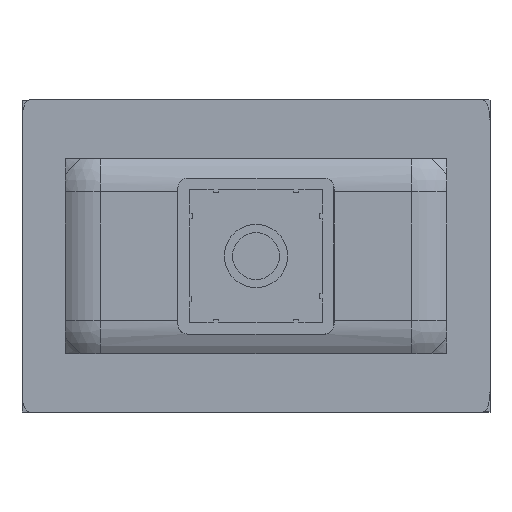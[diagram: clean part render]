
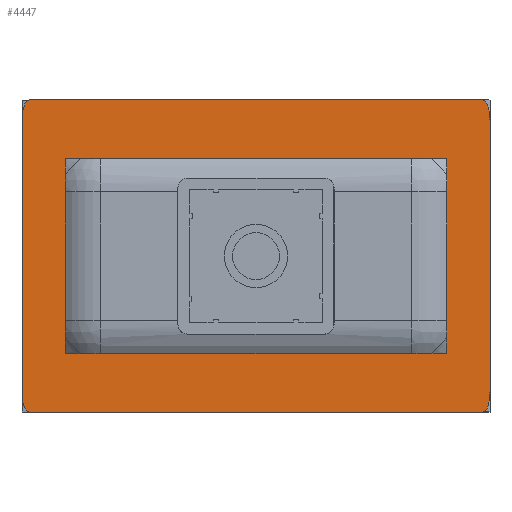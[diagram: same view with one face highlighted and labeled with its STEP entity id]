
A CAD part, front view. The second image highlights one B-rep face of the part: STEP entity #4447.
In plain terms, the highlighted planar face has unit normal (0, -1, 0).
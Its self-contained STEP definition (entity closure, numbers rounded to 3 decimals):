
#75=B_SPLINE_CURVE_WITH_KNOTS('',3,(#7467,#7468,#7469,#7470,#7471,#7472,
#7473,#7474,#7475,#7476,#7477,#7478),.UNSPECIFIED.,.F.,.F.,(4,2,2,2,2,4),
(-0.123,-0.061,-0.033,-0.02,
-0.011,0.),.UNSPECIFIED.);
#76=B_SPLINE_CURVE_WITH_KNOTS('',3,(#7482,#7483,#7484,#7485,#7486,#7487,
#7488,#7489,#7490,#7491,#7492,#7493),.UNSPECIFIED.,.F.,.F.,(4,2,2,2,2,4),
(-0.22,-0.203,-0.187,-0.156,
-0.103,0.),.UNSPECIFIED.);
#77=B_SPLINE_CURVE_WITH_KNOTS('',3,(#7497,#7498,#7499,#7500,#7501,#7502,
#7503,#7504,#7505,#7506,#7507,#7508),.UNSPECIFIED.,.F.,.F.,(4,2,2,2,2,4),
(-0.182,-0.086,-0.044,-0.023,
-0.011,0.),.UNSPECIFIED.);
#78=B_SPLINE_CURVE_WITH_KNOTS('',3,(#7512,#7513,#7514,#7515,#7516,#7517,
#7518,#7519,#7520,#7521,#7522,#7523),.UNSPECIFIED.,.F.,.F.,(4,2,2,2,2,4),
(-0.208,-0.196,-0.184,-0.158,
-0.104,0.),.UNSPECIFIED.);
#304=FACE_BOUND('',#781,.T.);
#518=FACE_OUTER_BOUND('',#780,.T.);
#780=EDGE_LOOP('',(#3855,#3856,#3857,#3858,#3859,#3860,#3861,#3862));
#781=EDGE_LOOP('',(#3863,#3864,#3865,#3866));
#1237=LINE('',#7397,#1688);
#1240=LINE('',#7417,#1691);
#1245=LINE('',#7449,#1696);
#1246=LINE('',#7463,#1697);
#1247=LINE('',#7480,#1698);
#1248=LINE('',#7495,#1699);
#1249=LINE('',#7510,#1700);
#1250=LINE('',#7524,#1701);
#1688=VECTOR('',#6061,10.);
#1691=VECTOR('',#6070,10.);
#1696=VECTOR('',#6085,10.);
#1697=VECTOR('',#6092,10.);
#1698=VECTOR('',#6095,10.);
#1699=VECTOR('',#6096,10.);
#1700=VECTOR('',#6097,10.);
#1701=VECTOR('',#6098,10.);
#2092=VERTEX_POINT('',#7394);
#2093=VERTEX_POINT('',#7396);
#2099=VERTEX_POINT('',#7416);
#2109=VERTEX_POINT('',#7447);
#2112=VERTEX_POINT('',#7465);
#2113=VERTEX_POINT('',#7466);
#2114=VERTEX_POINT('',#7479);
#2115=VERTEX_POINT('',#7481);
#2116=VERTEX_POINT('',#7494);
#2117=VERTEX_POINT('',#7496);
#2118=VERTEX_POINT('',#7509);
#2119=VERTEX_POINT('',#7511);
#2702=EDGE_CURVE('',#2092,#2093,#1237,.T.);
#2709=EDGE_CURVE('',#2093,#2099,#1240,.T.);
#2721=EDGE_CURVE('',#2109,#2092,#1245,.T.);
#2726=EDGE_CURVE('',#2099,#2109,#1246,.T.);
#2727=EDGE_CURVE('',#2112,#2113,#75,.T.);
#2728=EDGE_CURVE('',#2114,#2112,#1247,.T.);
#2729=EDGE_CURVE('',#2115,#2114,#76,.T.);
#2730=EDGE_CURVE('',#2116,#2115,#1248,.T.);
#2731=EDGE_CURVE('',#2117,#2116,#77,.T.);
#2732=EDGE_CURVE('',#2118,#2117,#1249,.T.);
#2733=EDGE_CURVE('',#2119,#2118,#78,.T.);
#2734=EDGE_CURVE('',#2113,#2119,#1250,.T.);
#3855=ORIENTED_EDGE('',*,*,#2727,.F.);
#3856=ORIENTED_EDGE('',*,*,#2728,.F.);
#3857=ORIENTED_EDGE('',*,*,#2729,.F.);
#3858=ORIENTED_EDGE('',*,*,#2730,.F.);
#3859=ORIENTED_EDGE('',*,*,#2731,.F.);
#3860=ORIENTED_EDGE('',*,*,#2732,.F.);
#3861=ORIENTED_EDGE('',*,*,#2733,.F.);
#3862=ORIENTED_EDGE('',*,*,#2734,.F.);
#3863=ORIENTED_EDGE('',*,*,#2726,.F.);
#3864=ORIENTED_EDGE('',*,*,#2709,.F.);
#3865=ORIENTED_EDGE('',*,*,#2702,.F.);
#3866=ORIENTED_EDGE('',*,*,#2721,.F.);
#4211=PLANE('',#4875);
#4447=ADVANCED_FACE('',(#518,#304),#4211,.F.);
#4875=AXIS2_PLACEMENT_3D('',#7464,#6093,#6094);
#6061=DIRECTION('',(1.,0.,0.));
#6070=DIRECTION('',(0.,0.,1.));
#6085=DIRECTION('',(0.,0.,-1.));
#6092=DIRECTION('',(-1.,0.,0.));
#6093=DIRECTION('center_axis',(0.,1.,0.));
#6094=DIRECTION('ref_axis',(0.,0.,1.));
#6095=DIRECTION('',(0.,0.,1.));
#6096=DIRECTION('',(-1.,0.,0.));
#6097=DIRECTION('',(0.,0.,-1.));
#6098=DIRECTION('',(1.,0.,0.));
#7394=CARTESIAN_POINT('',(-19.55,-1.,28.));
#7396=CARTESIAN_POINT('',(19.55,-1.,28.));
#7397=CARTESIAN_POINT('',(19.55,-1.,28.));
#7416=CARTESIAN_POINT('',(19.55,-1.,48.));
#7417=CARTESIAN_POINT('',(19.55,-1.,48.));
#7447=CARTESIAN_POINT('',(-19.55,-1.,48.));
#7449=CARTESIAN_POINT('',(-19.55,-1.,28.));
#7463=CARTESIAN_POINT('',(-19.55,-1.,48.));
#7464=CARTESIAN_POINT('Origin',(0.,-1.,38.005));
#7465=CARTESIAN_POINT('',(-24.,-1.,51.918));
#7466=CARTESIAN_POINT('',(-23.281,-1.,54.005));
#7467=CARTESIAN_POINT('Ctrl Pts',(-24.,-1.,51.918));
#7468=CARTESIAN_POINT('Ctrl Pts',(-24.,-1.,52.27));
#7469=CARTESIAN_POINT('Ctrl Pts',(-23.975,-1.,52.805));
#7470=CARTESIAN_POINT('Ctrl Pts',(-23.764,-1.,53.489));
#7471=CARTESIAN_POINT('Ctrl Pts',(-23.689,-1.,53.65));
#7472=CARTESIAN_POINT('Ctrl Pts',(-23.576,-1.,53.822));
#7473=CARTESIAN_POINT('Ctrl Pts',(-23.532,-1.,53.879));
#7474=CARTESIAN_POINT('Ctrl Pts',(-23.445,-1.,53.954));
#7475=CARTESIAN_POINT('Ctrl Pts',(-23.413,-1.,53.972));
#7476=CARTESIAN_POINT('Ctrl Pts',(-23.352,-1.,53.998));
#7477=CARTESIAN_POINT('Ctrl Pts',(-23.317,-1.,54.005));
#7478=CARTESIAN_POINT('Ctrl Pts',(-23.281,-1.,54.005));
#7479=CARTESIAN_POINT('',(-24.,-1.,24.084));
#7480=CARTESIAN_POINT('',(-24.,-1.,42.515));
#7481=CARTESIAN_POINT('',(-23.279,-1.,22.005));
#7482=CARTESIAN_POINT('Ctrl Pts',(-23.279,-1.,22.005));
#7483=CARTESIAN_POINT('Ctrl Pts',(-23.312,-1.,22.005));
#7484=CARTESIAN_POINT('Ctrl Pts',(-23.343,-1.,
22.01));
#7485=CARTESIAN_POINT('Ctrl Pts',(-23.404,-1.,22.033));
#7486=CARTESIAN_POINT('Ctrl Pts',(-23.432,-1.,22.049));
#7487=CARTESIAN_POINT('Ctrl Pts',(-23.508,-1.,22.105));
#7488=CARTESIAN_POINT('Ctrl Pts',(-23.556,-1.,22.159));
#7489=CARTESIAN_POINT('Ctrl Pts',(-23.688,-1.,22.351));
#7490=CARTESIAN_POINT('Ctrl Pts',(-23.772,-1.,22.528));
#7491=CARTESIAN_POINT('Ctrl Pts',(-23.976,-1.,23.23));
#7492=CARTESIAN_POINT('Ctrl Pts',(-24.,-1.,23.74));
#7493=CARTESIAN_POINT('Ctrl Pts',(-24.,-1.,24.084));
#7494=CARTESIAN_POINT('',(23.279,-1.,22.005));
#7495=CARTESIAN_POINT('',(-9.275,-1.,22.005));
#7496=CARTESIAN_POINT('',(24.,-1.,24.084));
#7497=CARTESIAN_POINT('Ctrl Pts',(24.,-1.,24.084));
#7498=CARTESIAN_POINT('Ctrl Pts',(24.,-1.,23.735));
#7499=CARTESIAN_POINT('Ctrl Pts',(23.976,-1.,23.208));
#7500=CARTESIAN_POINT('Ctrl Pts',(23.769,-1.,22.527));
#7501=CARTESIAN_POINT('Ctrl Pts',(23.694,-1.,22.366));
#7502=CARTESIAN_POINT('Ctrl Pts',(23.581,-1.,22.192));
#7503=CARTESIAN_POINT('Ctrl Pts',(23.535,-1.,22.134));
#7504=CARTESIAN_POINT('Ctrl Pts',(23.455,-1.,22.064));
#7505=CARTESIAN_POINT('Ctrl Pts',(23.422,-1.,22.041));
#7506=CARTESIAN_POINT('Ctrl Pts',(23.352,-1.,22.012));
#7507=CARTESIAN_POINT('Ctrl Pts',(23.316,-1.,22.005));
#7508=CARTESIAN_POINT('Ctrl Pts',(23.279,-1.,22.005));
#7509=CARTESIAN_POINT('',(24.,-1.,51.918));
#7510=CARTESIAN_POINT('',(24.,-1.,33.49));
#7511=CARTESIAN_POINT('',(23.281,-1.,54.005));
#7512=CARTESIAN_POINT('Ctrl Pts',(23.281,-1.,54.005));
#7513=CARTESIAN_POINT('Ctrl Pts',(23.314,-1.,54.005));
#7514=CARTESIAN_POINT('Ctrl Pts',(23.345,-1.,54.));
#7515=CARTESIAN_POINT('Ctrl Pts',(23.406,-1.,53.977));
#7516=CARTESIAN_POINT('Ctrl Pts',(23.434,-1.,53.96));
#7517=CARTESIAN_POINT('Ctrl Pts',(23.516,-1.,53.897));
#7518=CARTESIAN_POINT('Ctrl Pts',(23.565,-1.,53.836));
#7519=CARTESIAN_POINT('Ctrl Pts',(23.687,-1.,53.656));
#7520=CARTESIAN_POINT('Ctrl Pts',(23.772,-1.,53.478));
#7521=CARTESIAN_POINT('Ctrl Pts',(23.976,-1.,52.775));
#7522=CARTESIAN_POINT('Ctrl Pts',(24.,-1.,52.266));
#7523=CARTESIAN_POINT('Ctrl Pts',(24.,-1.,51.918));
#7524=CARTESIAN_POINT('',(9.275,-1.,54.005));
